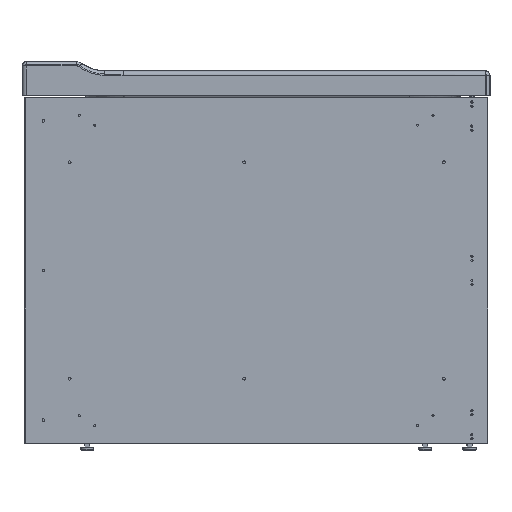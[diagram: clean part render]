
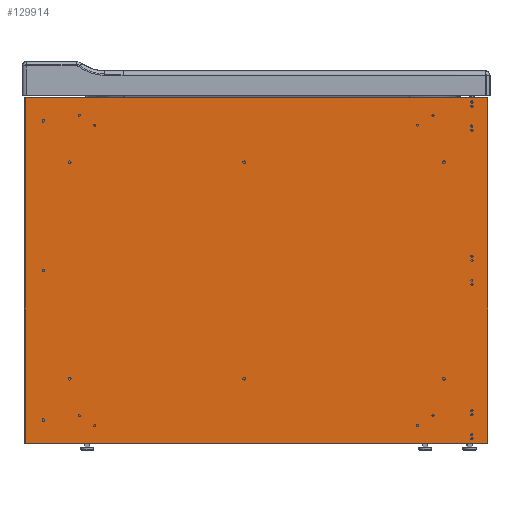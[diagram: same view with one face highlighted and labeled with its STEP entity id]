
A CAD part, front view. The second image highlights one B-rep face of the part: STEP entity #129914.
In plain terms, the highlighted face is planar.
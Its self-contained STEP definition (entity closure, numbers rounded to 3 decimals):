
#129875=CARTESIAN_POINT('',(-846.,371.0,555.0));
#129876=DIRECTION('',(1.0,0.0,0.0));
#129877=DIRECTION('',(0.0,0.0,-1.0));
#129878=AXIS2_PLACEMENT_3D('',#129875,#129876,#129877);
#129879=PLANE('',#129878);
#129880=CARTESIAN_POINT('',(-846.,370.2,554.2));
#129881=VERTEX_POINT('',#129880);
#129882=CARTESIAN_POINT('',(-846.,370.2,0.8));
#129883=VERTEX_POINT('',#129882);
#129884=CARTESIAN_POINT('',(-846.,370.2,554.2));
#129885=DIRECTION('',(0.0,0.0,-1.0));
#129886=VECTOR('',#129885,553.4);
#129887=LINE('',#129884,#129886);
#129888=EDGE_CURVE('',#129881,#129883,#129887,.T.);
#129889=ORIENTED_EDGE('',*,*,#129888,.T.);
#129890=CARTESIAN_POINT('',(-846.,-371.0,0.8));
#129891=VERTEX_POINT('',#129890);
#129892=CARTESIAN_POINT('',(-846.,370.2,0.8));
#129893=DIRECTION('',(0.0,-1.0,0.0));
#129894=VECTOR('',#129893,741.2);
#129895=LINE('',#129892,#129894);
#129896=EDGE_CURVE('',#129883,#129891,#129895,.T.);
#129897=ORIENTED_EDGE('',*,*,#129896,.T.);
#129898=CARTESIAN_POINT('',(-846.,-371.0,554.2));
#129899=VERTEX_POINT('',#129898);
#129900=CARTESIAN_POINT('',(-846.,-371.0,554.2));
#129901=DIRECTION('',(0.0,0.0,-1.0));
#129902=VECTOR('',#129901,553.4);
#129903=LINE('',#129900,#129902);
#129904=EDGE_CURVE('',#129899,#129891,#129903,.T.);
#129905=ORIENTED_EDGE('',*,*,#129904,.F.);
#129906=CARTESIAN_POINT('',(-846.,370.2,554.2));
#129907=DIRECTION('',(0.0,-1.0,0.0));
#129908=VECTOR('',#129907,741.2);
#129909=LINE('',#129906,#129908);
#129910=EDGE_CURVE('',#129899,#129881,#129909,.F.);
#129911=ORIENTED_EDGE('',*,*,#129910,.T.);
#129912=EDGE_LOOP('',(#129889,#129897,#129905,#129911));
#129913=FACE_OUTER_BOUND('',#129912,.T.);
#129914=ADVANCED_FACE('',(#129913),#129879,.F.);
